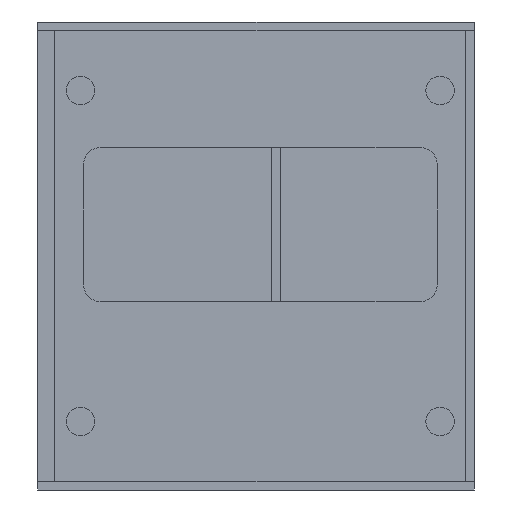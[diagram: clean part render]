
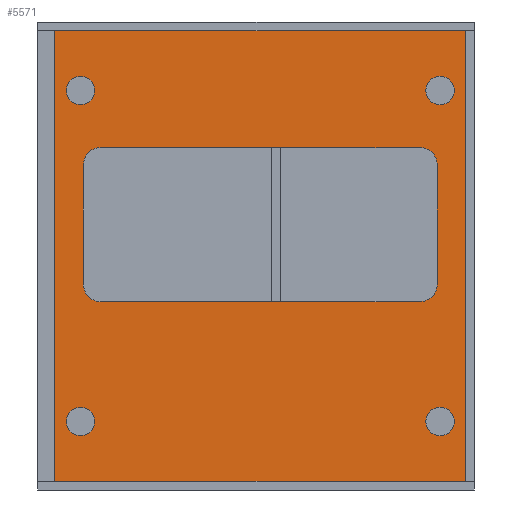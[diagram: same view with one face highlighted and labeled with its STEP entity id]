
A CAD part, left-side view. The second image highlights one B-rep face of the part: STEP entity #5571.
In plain terms, the highlighted planar face has unit normal (-1, 0, 0).
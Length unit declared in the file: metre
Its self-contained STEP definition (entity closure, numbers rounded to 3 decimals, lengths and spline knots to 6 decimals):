
#336=CIRCLE('',#6314,0.0025);
#338=CIRCLE('',#6317,0.0025);
#340=CIRCLE('',#6320,0.0025);
#344=CIRCLE('',#6326,0.0025);
#345=CIRCLE('',#6328,0.003);
#346=CIRCLE('',#6329,0.003);
#347=CIRCLE('',#6330,0.003);
#348=CIRCLE('',#6331,0.003);
#1866=ORIENTED_EDGE('',*,*,#2702,.F.);
#1867=ORIENTED_EDGE('',*,*,#2703,.F.);
#1868=ORIENTED_EDGE('',*,*,#2704,.F.);
#1869=ORIENTED_EDGE('',*,*,#2705,.F.);
#1870=ORIENTED_EDGE('',*,*,#2706,.F.);
#1871=ORIENTED_EDGE('',*,*,#2707,.F.);
#1872=ORIENTED_EDGE('',*,*,#2708,.F.);
#1873=ORIENTED_EDGE('',*,*,#2709,.F.);
#1874=ORIENTED_EDGE('',*,*,#2657,.T.);
#1875=ORIENTED_EDGE('',*,*,#2698,.F.);
#1876=ORIENTED_EDGE('',*,*,#2664,.F.);
#1877=ORIENTED_EDGE('',*,*,#2688,.F.);
#1878=ORIENTED_EDGE('',*,*,#2695,.T.);
#1879=ORIENTED_EDGE('',*,*,#2693,.F.);
#1880=ORIENTED_EDGE('',*,*,#2691,.T.);
#1881=ORIENTED_EDGE('',*,*,#2701,.F.);
#2657=EDGE_CURVE('',#3218,#3217,#3643,.T.);
#2664=EDGE_CURVE('',#3224,#3225,#3648,.T.);
#2688=EDGE_CURVE('',#3218,#3224,#3659,.T.);
#2691=EDGE_CURVE('',#3249,#3249,#336,.T.);
#2693=EDGE_CURVE('',#3251,#3251,#338,.T.);
#2695=EDGE_CURVE('',#3253,#3253,#340,.T.);
#2698=EDGE_CURVE('',#3225,#3217,#3661,.T.);
#2701=EDGE_CURVE('',#3257,#3257,#344,.T.);
#2702=EDGE_CURVE('',#3258,#3259,#3663,.T.);
#2703=EDGE_CURVE('',#3260,#3258,#345,.F.);
#2704=EDGE_CURVE('',#3261,#3260,#3664,.T.);
#2705=EDGE_CURVE('',#3262,#3261,#346,.F.);
#2706=EDGE_CURVE('',#3263,#3262,#3665,.T.);
#2707=EDGE_CURVE('',#3264,#3263,#347,.F.);
#2708=EDGE_CURVE('',#3265,#3264,#3666,.T.);
#2709=EDGE_CURVE('',#3259,#3265,#348,.F.);
#3217=VERTEX_POINT('',#9534);
#3218=VERTEX_POINT('',#9536);
#3224=VERTEX_POINT('',#9549);
#3225=VERTEX_POINT('',#9551);
#3249=VERTEX_POINT('',#9607);
#3251=VERTEX_POINT('',#9612);
#3253=VERTEX_POINT('',#9617);
#3257=VERTEX_POINT('',#9629);
#3258=VERTEX_POINT('',#9632);
#3259=VERTEX_POINT('',#9633);
#3260=VERTEX_POINT('',#9635);
#3261=VERTEX_POINT('',#9637);
#3262=VERTEX_POINT('',#9639);
#3263=VERTEX_POINT('',#9641);
#3264=VERTEX_POINT('',#9643);
#3265=VERTEX_POINT('',#9645);
#3643=LINE('',#9535,#4047);
#3648=LINE('',#9550,#4052);
#3659=LINE('',#9601,#4063);
#3661=LINE('',#9623,#4065);
#3663=LINE('',#9631,#4067);
#3664=LINE('',#9636,#4068);
#3665=LINE('',#9640,#4069);
#3666=LINE('',#9644,#4070);
#4047=VECTOR('',#7892,1.);
#4052=VECTOR('',#7903,1.);
#4063=VECTOR('',#7948,1.);
#4065=VECTOR('',#7974,1.);
#4067=VECTOR('',#7984,1.);
#4068=VECTOR('',#7987,1.);
#4069=VECTOR('',#7990,1.);
#4070=VECTOR('',#7993,1.);
#4549=EDGE_LOOP('',(#1866,#1867,#1868,#1869,#1870,#1871,#1872,#1873));
#4550=EDGE_LOOP('',(#1874,#1875,#1876,#1877));
#4551=EDGE_LOOP('',(#1878));
#4552=EDGE_LOOP('',(#1879));
#4553=EDGE_LOOP('',(#1880));
#4554=EDGE_LOOP('',(#1881));
#5063=FACE_BOUND('',#4549,.T.);
#5064=FACE_BOUND('',#4550,.T.);
#5065=FACE_BOUND('',#4551,.T.);
#5066=FACE_BOUND('',#4552,.T.);
#5067=FACE_BOUND('',#4553,.T.);
#5068=FACE_BOUND('',#4554,.T.);
#5262=PLANE('',#6327);
#5571=ADVANCED_FACE('',(#5063,#5064,#5065,#5066,#5067,#5068),#5262,.T.);
#6314=AXIS2_PLACEMENT_3D('',#9606,#7954,#7955);
#6317=AXIS2_PLACEMENT_3D('',#9611,#7960,#7961);
#6320=AXIS2_PLACEMENT_3D('',#9616,#7966,#7967);
#6326=AXIS2_PLACEMENT_3D('',#9628,#7980,#7981);
#6327=AXIS2_PLACEMENT_3D('',#9630,#7982,#7983);
#6328=AXIS2_PLACEMENT_3D('',#9634,#7985,#7986);
#6329=AXIS2_PLACEMENT_3D('',#9638,#7988,#7989);
#6330=AXIS2_PLACEMENT_3D('',#9642,#7991,#7992);
#6331=AXIS2_PLACEMENT_3D('',#9646,#7994,#7995);
#7892=DIRECTION('',(0.,1.,0.));
#7903=DIRECTION('',(0.,1.,0.));
#7948=DIRECTION('',(0.,0.,-1.));
#7954=DIRECTION('',(1.,0.,0.));
#7955=DIRECTION('',(0.,0.,-1.));
#7960=DIRECTION('',(-1.,0.,0.));
#7961=DIRECTION('',(0.,0.,-1.));
#7966=DIRECTION('',(1.,0.,0.));
#7967=DIRECTION('',(0.,0.,-1.));
#7974=DIRECTION('',(0.,0.,1.));
#7980=DIRECTION('',(-1.,0.,0.));
#7981=DIRECTION('',(0.,0.,-1.));
#7982=DIRECTION('',(-1.,0.,0.));
#7983=DIRECTION('',(0.,1.,0.));
#7984=DIRECTION('',(0.,0.,1.));
#7985=DIRECTION('',(1.,0.,0.));
#7986=DIRECTION('',(0.,0.,-1.));
#7987=DIRECTION('',(0.,-1.,0.));
#7988=DIRECTION('',(1.,0.,0.));
#7989=DIRECTION('',(0.,0.,-1.));
#7990=DIRECTION('',(0.,0.,-1.));
#7991=DIRECTION('',(1.,0.,0.));
#7992=DIRECTION('',(0.,0.,-1.));
#7993=DIRECTION('',(0.,1.,0.));
#7994=DIRECTION('',(1.,0.,0.));
#7995=DIRECTION('',(0.,0.,-1.));
#9534=CARTESIAN_POINT('',(-0.1175,0.072,0.0395));
#9535=CARTESIAN_POINT('',(-0.1175,0.036,0.0395));
#9536=CARTESIAN_POINT('',(-0.1175,0.,0.0395));
#9549=CARTESIAN_POINT('',(-0.1175,0.,-0.0395));
#9550=CARTESIAN_POINT('',(-0.1175,0.036,-0.0395));
#9551=CARTESIAN_POINT('',(-0.1175,0.072,-0.0395));
#9601=CARTESIAN_POINT('',(-0.1175,0.,0.));
#9606=CARTESIAN_POINT('',(-0.1175,0.0675,-0.029));
#9607=CARTESIAN_POINT('',(-0.1175,0.0675,-0.0315));
#9611=CARTESIAN_POINT('',(-0.1175,0.0675,0.029));
#9612=CARTESIAN_POINT('',(-0.1175,0.0675,0.0265));
#9616=CARTESIAN_POINT('',(-0.1175,0.0045,0.029));
#9617=CARTESIAN_POINT('',(-0.1175,0.0045,0.0265));
#9623=CARTESIAN_POINT('',(-0.1175,0.072,0.));
#9628=CARTESIAN_POINT('',(-0.1175,0.0045,-0.029));
#9629=CARTESIAN_POINT('',(-0.1175,0.0045,-0.0315));
#9630=CARTESIAN_POINT('',(-0.1175,0.03525,0.));
#9631=CARTESIAN_POINT('',(-0.1175,0.005,0.0055));
#9632=CARTESIAN_POINT('',(-0.1175,0.005,-0.005));
#9633=CARTESIAN_POINT('',(-0.1175,0.005,0.016));
#9634=CARTESIAN_POINT('',(-0.1175,0.008,-0.005));
#9635=CARTESIAN_POINT('',(-0.1175,0.008,-0.008));
#9636=CARTESIAN_POINT('',(-0.1175,0.036,-0.008));
#9637=CARTESIAN_POINT('',(-0.1175,0.064,-0.008));
#9638=CARTESIAN_POINT('',(-0.1175,0.064,-0.005));
#9639=CARTESIAN_POINT('',(-0.1175,0.067,-0.005));
#9640=CARTESIAN_POINT('',(-0.1175,0.067,0.0055));
#9641=CARTESIAN_POINT('',(-0.1175,0.067,0.016));
#9642=CARTESIAN_POINT('',(-0.1175,0.064,0.016));
#9643=CARTESIAN_POINT('',(-0.1175,0.064,0.019));
#9644=CARTESIAN_POINT('',(-0.1175,0.036,0.019));
#9645=CARTESIAN_POINT('',(-0.1175,0.008,0.019));
#9646=CARTESIAN_POINT('',(-0.1175,0.008,0.016));
